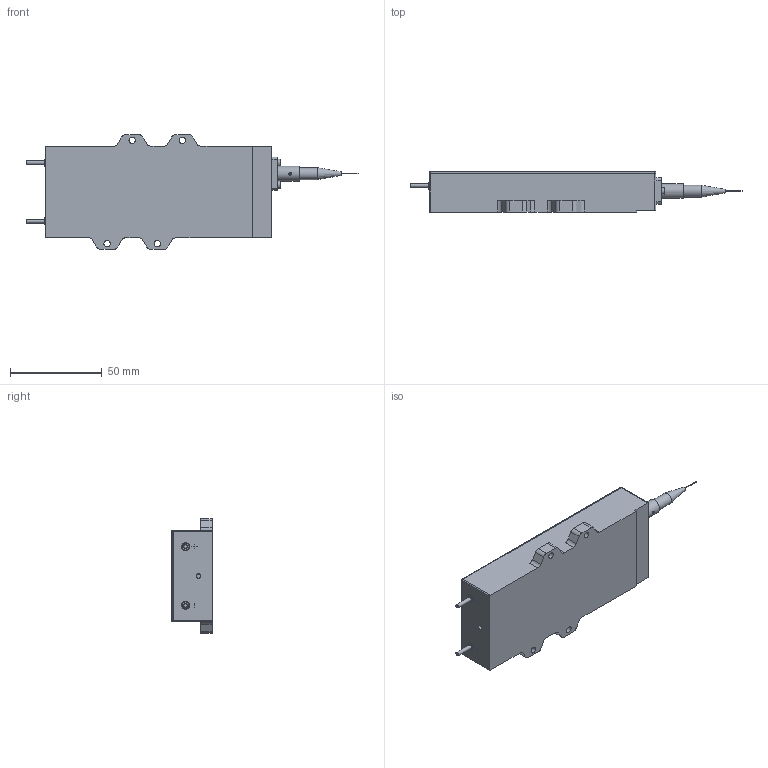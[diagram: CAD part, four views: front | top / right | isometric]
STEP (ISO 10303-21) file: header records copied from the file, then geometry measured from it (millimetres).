
FILE_DESCRIPTION (( 'STEP AP203' ), '1' );
FILE_NAME ('T120W-²úÆ·.STEP', '2022-04-06T07:09:18', ( '' ), ( '' ), 'SwSTEP 2.0', 'SolidWorks 2020', '' );
FILE_SCHEMA (( 'CONFIG_CONTROL_DESIGN' ));
Length unit declared in the file: millimetre
Products named in the file (1): T120W-莉こ
Bounding box: 181.12 x 22 x 62.7 mm (x, y, z)
Surface area: 24120.6 mm2 (no closed solid volume)
Topology: 0 solids, 17 shells, 122 faces, 372 edges, 268 vertices
Faces by surface type: plane 68, cylinder 50, cone 2, torus 2
Full cylindrical faces by diameter (mm): 0.25 x1, 1.2 x1, 1.5 x1, 2 x2, 2.5 x1, 3.5 x4, 3.75 x2, 3.8 x4, 4.5 x2, 6.5 x1, 8 x1
Entity records: 4216 total; most frequent: CARTESIAN_POINT 829, DIRECTION 708, ORIENTED_EDGE 569, EDGE_CURVE 344, VERTEX_POINT 264, AXIS2_PLACEMENT_3D 247, VECTOR 214, LINE 214
